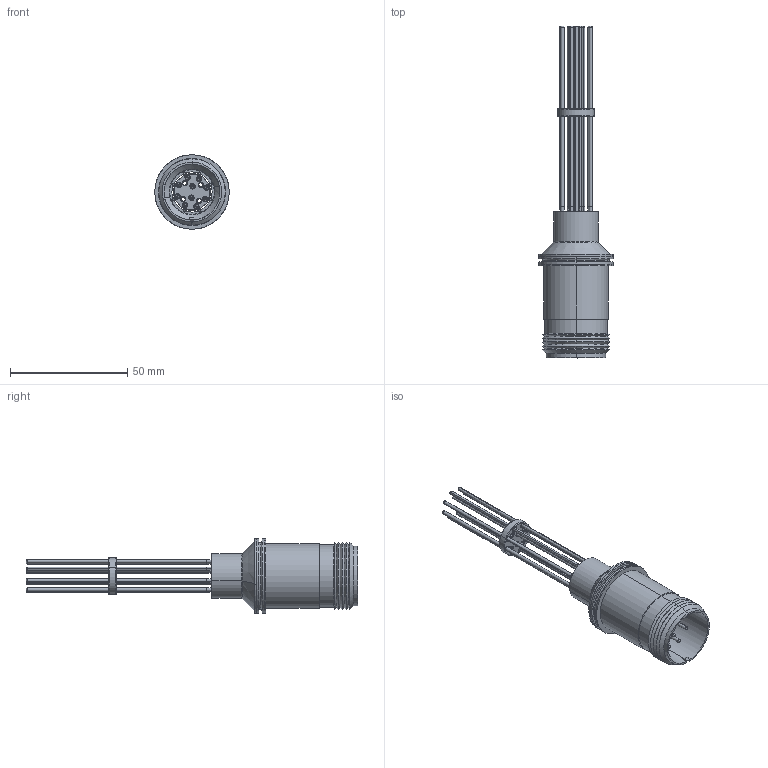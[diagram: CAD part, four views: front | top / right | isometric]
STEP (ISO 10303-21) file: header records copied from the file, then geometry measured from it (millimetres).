
FILE_DESCRIPTION (( 'STEP AP214' ), '1' );
FILE_NAME ('A0429-12.STEP', '2008-03-20T17:22:29', ( ' ' ), ( ' ' ), 'SwSTEP 2.0', 'SolidWorks 2007', '' );
FILE_SCHEMA (( 'AUTOMOTIVE_DESIGN' ));
Length unit declared in the file: inch
Products named in the file (1): A0429-12
Bounding box: 31.75 x 141.48 x 31.75 mm (x, y, z)
Surface area: 16139.3 mm2 (no closed solid volume)
Topology: 0 solids, 24 shells, 264 faces, 607 edges, 357 vertices
Faces by surface type: torus 122, cylinder 94, plane 26, cone 22
Entity records: 10996 total; most frequent: DIRECTION 1591, CARTESIAN_POINT 1247, ORIENTED_EDGE 1118, AXIS2_PLACEMENT_3D 725, EDGE_CURVE 607, CIRCLE 460, VERTEX_POINT 357, EDGE_LOOP 302
